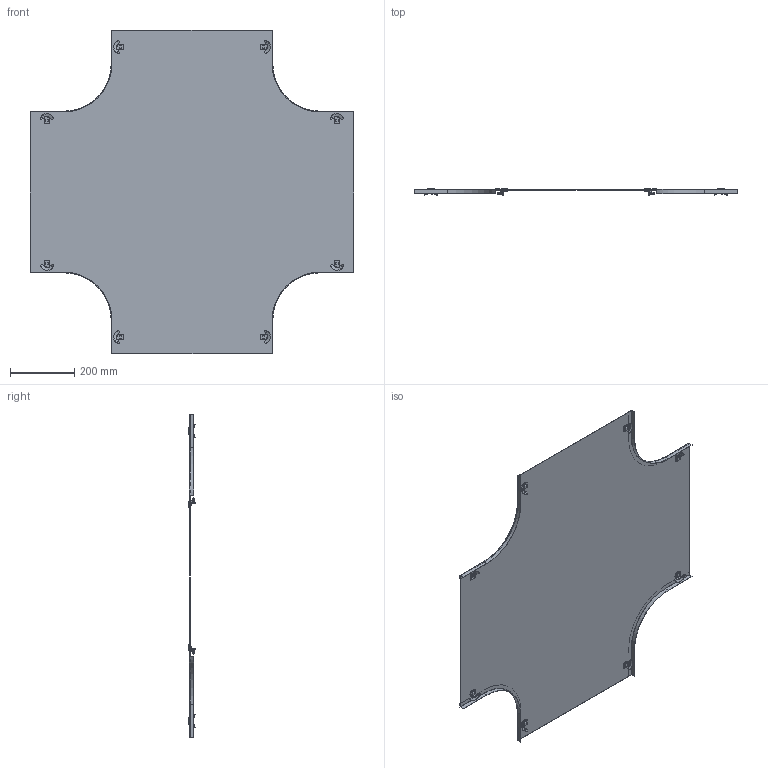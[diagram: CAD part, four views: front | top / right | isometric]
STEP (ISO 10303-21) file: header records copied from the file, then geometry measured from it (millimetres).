
FILE_DESCRIPTION (( 'STEP AP214' ), '1' );
FILE_NAME ('7131178.STP', '2019-06-17T07:37:25', ( '' ), ( '' ), 'SwSTEP 2.0', 'SolidWorks 2018', '' );
FILE_SCHEMA (( 'AUTOMOTIVE_DESIGN' ));
Length unit declared in the file: millimetre
Products named in the file (6): 120072_Standard; 7131178; KTS 08.044-145_Innenwinkel R=148; KTS 08.047-114_NB=500 d-16,5 f〉 Helix-Drehriegel; 109905_quadratisch; 099600_Standard
Assembly tree (15 placements, depth 3):
  7131178
    KTS 08.047-114_NB=500 d-16,5 f〉 Helix-Drehriegel
    KTS 08.044-145_Innenwinkel R=148  x4
    120072_Standard  x8
      099600_Standard
      109905_quadratisch
Bounding box: 1010 x 21.36 x 1010 mm (x, y, z)
Volume: 1239254.6 mm3; surface area: 1686738.5 mm2
Topology: 21 solids, 21 shells, 714 faces, 1872 edges, 1208 vertices
Faces by surface type: plane 322, bspline 224, cone 88, cylinder 48, torus 32
Entity records: 5798 total; most frequent: CARTESIAN_POINT 2570, ORIENTED_EDGE 668, DIRECTION 541, EDGE_CURVE 334, VERTEX_POINT 219, AXIS2_PLACEMENT_3D 194, VECTOR 153, LINE 153
